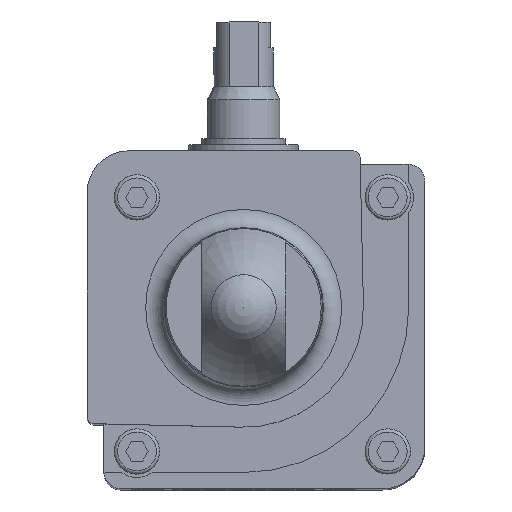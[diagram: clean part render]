
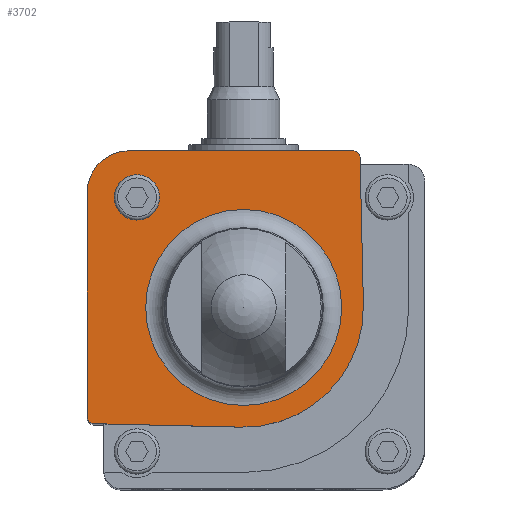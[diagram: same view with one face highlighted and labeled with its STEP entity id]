
A CAD part, top view. The second image highlights one B-rep face of the part: STEP entity #3702.
In plain terms, the highlighted planar face has unit normal (0, 0, 1).
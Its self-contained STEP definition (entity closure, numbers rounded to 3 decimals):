
#121=PLANE('',#4023);
#297=LINE('',#5754,#621);
#303=LINE('',#5769,#627);
#307=LINE('',#5800,#631);
#312=LINE('',#5810,#636);
#313=LINE('',#5822,#637);
#314=LINE('',#5826,#638);
#621=VECTOR('',#4511,1000.);
#627=VECTOR('',#4525,1000.);
#631=VECTOR('',#4559,1000.);
#636=VECTOR('',#4568,1000.);
#637=VECTOR('',#4585,1000.);
#638=VECTOR('',#4588,1000.);
#1057=ORIENTED_EDGE('',*,*,#2012,.T.);
#1058=ORIENTED_EDGE('',*,*,#2013,.F.);
#1059=ORIENTED_EDGE('',*,*,#2014,.T.);
#1060=ORIENTED_EDGE('',*,*,#2015,.F.);
#1061=ORIENTED_EDGE('',*,*,#2000,.T.);
#1062=ORIENTED_EDGE('',*,*,#1959,.T.);
#1063=ORIENTED_EDGE('',*,*,#2006,.T.);
#1064=ORIENTED_EDGE('',*,*,#2011,.T.);
#1065=ORIENTED_EDGE('',*,*,#1977,.T.);
#1066=ORIENTED_EDGE('',*,*,#1981,.T.);
#1067=ORIENTED_EDGE('',*,*,#1985,.T.);
#1068=ORIENTED_EDGE('',*,*,#2016,.T.);
#1959=EDGE_CURVE('',#2443,#2442,#2776,.T.);
#1977=EDGE_CURVE('',#2461,#2460,#297,.T.);
#1981=EDGE_CURVE('',#2460,#2463,#2787,.T.);
#1985=EDGE_CURVE('',#2463,#2465,#303,.T.);
#2000=EDGE_CURVE('',#2478,#2443,#307,.T.);
#2006=EDGE_CURVE('',#2442,#2480,#312,.T.);
#2011=EDGE_CURVE('',#2480,#2461,#2804,.T.);
#2012=EDGE_CURVE('',#2483,#2483,#2805,.T.);
#2013=EDGE_CURVE('',#2484,#2465,#313,.T.);
#2014=EDGE_CURVE('',#2484,#2485,#2806,.T.);
#2015=EDGE_CURVE('',#2478,#2485,#314,.T.);
#2016=EDGE_CURVE('',#2486,#2486,#2807,.T.);
#2442=VERTEX_POINT('',#5658);
#2443=VERTEX_POINT('',#5660);
#2460=VERTEX_POINT('',#5753);
#2461=VERTEX_POINT('',#5755);
#2463=VERTEX_POINT('',#5761);
#2465=VERTEX_POINT('',#5768);
#2478=VERTEX_POINT('',#5801);
#2480=VERTEX_POINT('',#5809);
#2483=VERTEX_POINT('',#5821);
#2484=VERTEX_POINT('',#5823);
#2485=VERTEX_POINT('',#5825);
#2486=VERTEX_POINT('',#5828);
#2776=CIRCLE('',#3983,1.2);
#2787=CIRCLE('',#3998,1.2);
#2804=CIRCLE('',#4022,6.5);
#2805=CIRCLE('',#4024,3.5);
#2806=CIRCLE('',#4025,18.5);
#2807=CIRCLE('',#4026,15.147);
#2968=EDGE_LOOP('',(#1057));
#2969=EDGE_LOOP('',(#1058,#1059,#1060,#1061,#1062,#1063,#1064,#1065,#1066,
#1067));
#2970=EDGE_LOOP('',(#1068));
#3312=FACE_BOUND('',#2968,.T.);
#3313=FACE_BOUND('',#2969,.T.);
#3314=FACE_BOUND('',#2970,.T.);
#3702=ADVANCED_FACE('',(#3312,#3313,#3314),#121,.T.);
#3983=AXIS2_PLACEMENT_3D('',#5659,#4481,#4482);
#3998=AXIS2_PLACEMENT_3D('',#5762,#4518,#4519);
#4022=AXIS2_PLACEMENT_3D('',#5818,#4579,#4580);
#4023=AXIS2_PLACEMENT_3D('',#5819,#4581,#4582);
#4024=AXIS2_PLACEMENT_3D('',#5820,#4583,#4584);
#4025=AXIS2_PLACEMENT_3D('',#5824,#4586,#4587);
#4026=AXIS2_PLACEMENT_3D('',#5827,#4589,#4590);
#4481=DIRECTION('',(0.,0.,1.));
#4482=DIRECTION('',(1.,0.,0.));
#4511=DIRECTION('',(0.,-1.,0.));
#4518=DIRECTION('',(0.,0.,1.));
#4519=DIRECTION('',(1.,0.,0.));
#4525=DIRECTION('',(1.,0.,0.));
#4559=DIRECTION('',(0.,1.,0.));
#4568=DIRECTION('',(-1.,0.,0.));
#4579=DIRECTION('',(0.,0.,1.));
#4580=DIRECTION('',(1.,0.,0.));
#4581=DIRECTION('',(0.,0.,1.));
#4582=DIRECTION('',(1.,0.,0.));
#4583=DIRECTION('',(0.,0.,-1.));
#4584=DIRECTION('',(-1.,0.,0.));
#4585=DIRECTION('',(-1.,0.023,0.));
#4586=DIRECTION('',(0.,0.,1.));
#4587=DIRECTION('',(1.,0.,0.));
#4588=DIRECTION('',(0.023,-1.,0.));
#4589=DIRECTION('',(0.,0.,-1.));
#4590=DIRECTION('',(-1.,0.,0.));
#5658=CARTESIAN_POINT('',(16.8,24.2,60.));
#5659=CARTESIAN_POINT('',(16.8,23.,60.));
#5660=CARTESIAN_POINT('',(18.,23.,60.));
#5753=CARTESIAN_POINT('',(-24.2,-16.8,60.));
#5754=CARTESIAN_POINT('',(-24.2,17.7,60.));
#5755=CARTESIAN_POINT('',(-24.2,17.7,60.));
#5761=CARTESIAN_POINT('',(-23.,-18.,60.));
#5762=CARTESIAN_POINT('',(-23.,-16.8,60.));
#5768=CARTESIAN_POINT('',(-21.59,-18.,60.));
#5769=CARTESIAN_POINT('',(-23.,-18.,60.));
#5800=CARTESIAN_POINT('',(18.,22.11,60.));
#5801=CARTESIAN_POINT('',(18.,22.11,60.));
#5809=CARTESIAN_POINT('',(-17.7,24.2,60.));
#5810=CARTESIAN_POINT('',(16.8,24.2,60.));
#5818=CARTESIAN_POINT('',(-17.7,17.7,60.));
#5819=CARTESIAN_POINT('',(-23.,-16.8,60.));
#5820=CARTESIAN_POINT('',(-16.5,17.,60.));
#5821=CARTESIAN_POINT('',(-20.,17.,60.));
#5822=CARTESIAN_POINT('',(-0.433,-18.495,60.));
#5823=CARTESIAN_POINT('',(-0.433,-18.495,60.));
#5824=CARTESIAN_POINT('',(0.,0.,60.));
#5825=CARTESIAN_POINT('',(18.495,0.422,60.));
#5826=CARTESIAN_POINT('',(18.,22.11,60.));
#5827=CARTESIAN_POINT('',(0.,0.,60.));
#5828=CARTESIAN_POINT('',(-15.147,0.,60.));
